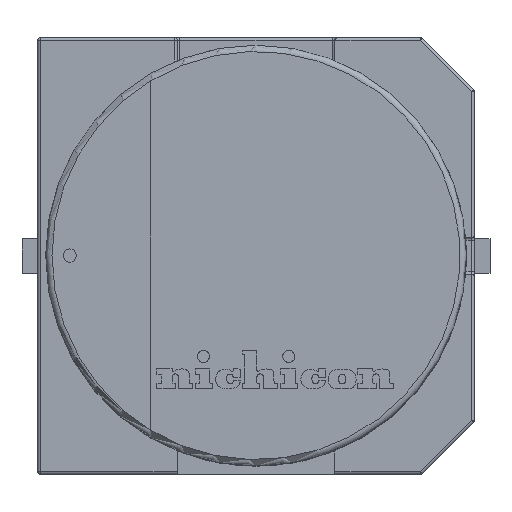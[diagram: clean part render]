
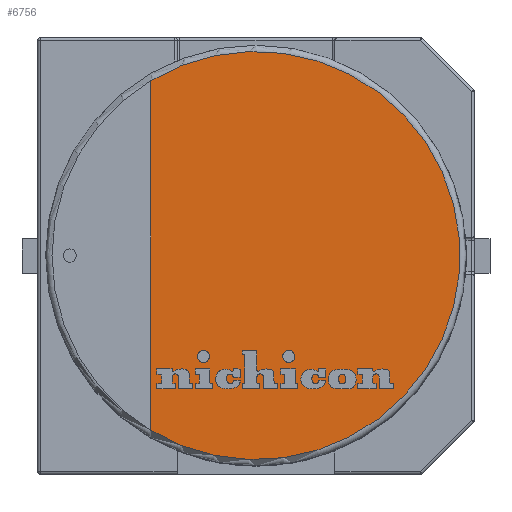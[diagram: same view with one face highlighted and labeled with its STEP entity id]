
A CAD part, top view. The second image highlights one B-rep face of the part: STEP entity #6756.
In plain terms, the highlighted planar face has unit normal (0, 0, 1).
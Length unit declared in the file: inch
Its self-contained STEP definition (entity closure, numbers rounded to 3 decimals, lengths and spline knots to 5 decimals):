
#543=PLANE('',#7310);
#1124=LINE('',#9551,#1694);
#1694=VECTOR('',#8091,0.3937);
#2255=FACE_OUTER_BOUND('',#2630,.T.);
#2630=EDGE_LOOP('',(#5162,#5163));
#2990=CIRCLE('',#7311,0.15277);
#3180=VERTEX_POINT('',#9548);
#3181=VERTEX_POINT('',#9550);
#3924=EDGE_CURVE('',#3181,#3180,#1124,.T.);
#3926=EDGE_CURVE('',#3180,#3181,#2990,.T.);
#5162=ORIENTED_EDGE('',*,*,#3926,.T.);
#5163=ORIENTED_EDGE('',*,*,#3924,.T.);
#6756=ADVANCED_FACE('',(#2255),#543,.T.);
#7310=AXIS2_PLACEMENT_3D('',#9553,#8093,#8094);
#7311=AXIS2_PLACEMENT_3D('',#9554,#8095,#8096);
#8091=DIRECTION('',(0.,-1.,0.));
#8093=DIRECTION('center_axis',(0.,0.,1.));
#8094=DIRECTION('ref_axis',(1.,0.,0.));
#8095=DIRECTION('center_axis',(0.,0.,1.));
#8096=DIRECTION('ref_axis',(1.,0.,0.));
#9548=CARTESIAN_POINT('',(-0.07874,-0.13091,0.21654));
#9550=CARTESIAN_POINT('',(-0.07874,0.13091,0.21654));
#9551=CARTESIAN_POINT('',(-0.07874,0.13091,0.21654));
#9553=CARTESIAN_POINT('Origin',(0.03701,0.,0.21654));
#9554=CARTESIAN_POINT('Origin',(0.,0.,0.21654));
